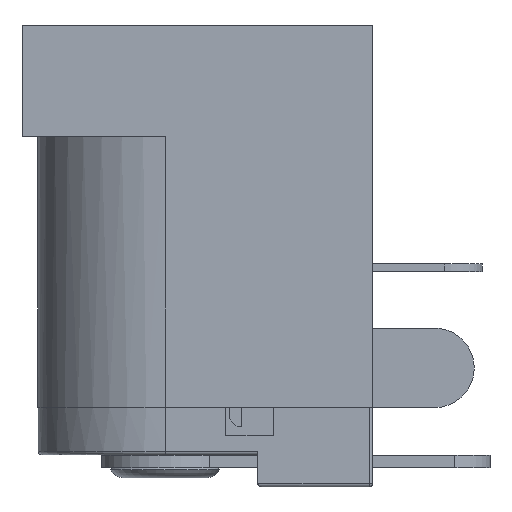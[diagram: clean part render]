
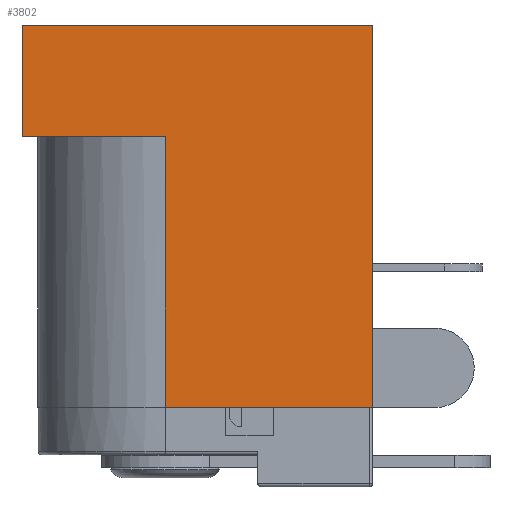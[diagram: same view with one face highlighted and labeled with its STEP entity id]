
A CAD part, left-side view. The second image highlights one B-rep face of the part: STEP entity #3802.
In plain terms, the highlighted planar face has unit normal (-1, 0, 0).
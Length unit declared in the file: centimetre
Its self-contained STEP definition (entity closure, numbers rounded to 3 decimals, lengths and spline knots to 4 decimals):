
#268=PLANE('',#4101);
#615=VECTOR('',#4882,1.);
#648=VECTOR('',#4938,1.);
#650=VECTOR('',#4941,1.);
#652=VECTOR('',#4944,1.);
#654=VECTOR('',#4949,1.);
#655=VECTOR('',#4950,1.);
#1001=LINE('',#6021,#615);
#1034=LINE('',#6096,#648);
#1036=LINE('',#6100,#650);
#1038=LINE('',#6105,#652);
#1040=LINE('',#6110,#654);
#1041=LINE('',#6111,#655);
#1424=VERTEX_POINT('',#6020);
#1425=VERTEX_POINT('',#6022);
#1446=VERTEX_POINT('',#6093);
#1447=VERTEX_POINT('',#6095);
#1448=VERTEX_POINT('',#6099);
#1449=VERTEX_POINT('',#6103);
#2009=EDGE_CURVE('',#1425,#1424,#1001,.T.);
#2052=EDGE_CURVE('',#1447,#1446,#1034,.T.);
#2054=EDGE_CURVE('',#1448,#1446,#1036,.T.);
#2056=EDGE_CURVE('',#1449,#1447,#1038,.T.);
#2059=EDGE_CURVE('',#1424,#1448,#1040,.T.);
#2060=EDGE_CURVE('',#1425,#1449,#1041,.T.);
#3099=ORIENTED_EDGE('',*,*,#2059,.T.);
#3100=ORIENTED_EDGE('',*,*,#2054,.T.);
#3101=ORIENTED_EDGE('',*,*,#2052,.F.);
#3102=ORIENTED_EDGE('',*,*,#2056,.F.);
#3103=ORIENTED_EDGE('',*,*,#2060,.F.);
#3104=ORIENTED_EDGE('',*,*,#2009,.T.);
#3363=EDGE_LOOP('',(#3099,#3100,#3101,#3102,#3103,#3104));
#3601=FACE_BOUND('',#3363,.T.);
#3802=ADVANCED_FACE('',(#3601),#268,.T.);
#4101=AXIS2_PLACEMENT_3D('',#6109,#4948,$);
#4882=DIRECTION('',(0.,-1.,0.));
#4938=DIRECTION('',(0.,0.,1.));
#4941=DIRECTION('',(0.,1.,0.));
#4944=DIRECTION('',(0.,1.,0.));
#4948=DIRECTION('',(-1.,0.,0.));
#4949=DIRECTION('',(0.,0.,1.));
#4950=DIRECTION('',(0.,0.,1.));
#6020=CARTESIAN_POINT('',(-0.45,-0.65,0.));
#6021=CARTESIAN_POINT('',(-0.45,0.,0.));
#6022=CARTESIAN_POINT('',(-0.45,0.,0.));
#6093=CARTESIAN_POINT('',(-0.45,0.45,1.2));
#6095=CARTESIAN_POINT('',(-0.45,0.45,0.85));
#6096=CARTESIAN_POINT('',(-0.45,0.45,0.85));
#6099=CARTESIAN_POINT('',(-0.45,-0.65,1.2));
#6100=CARTESIAN_POINT('',(-0.45,-0.65,1.2));
#6103=CARTESIAN_POINT('',(-0.45,0.,0.85));
#6105=CARTESIAN_POINT('',(-0.45,-0.65,0.85));
#6109=CARTESIAN_POINT('',(-0.45,-0.325,0.));
#6110=CARTESIAN_POINT('',(-0.45,-0.65,0.));
#6111=CARTESIAN_POINT('',(-0.45,0.,0.));
